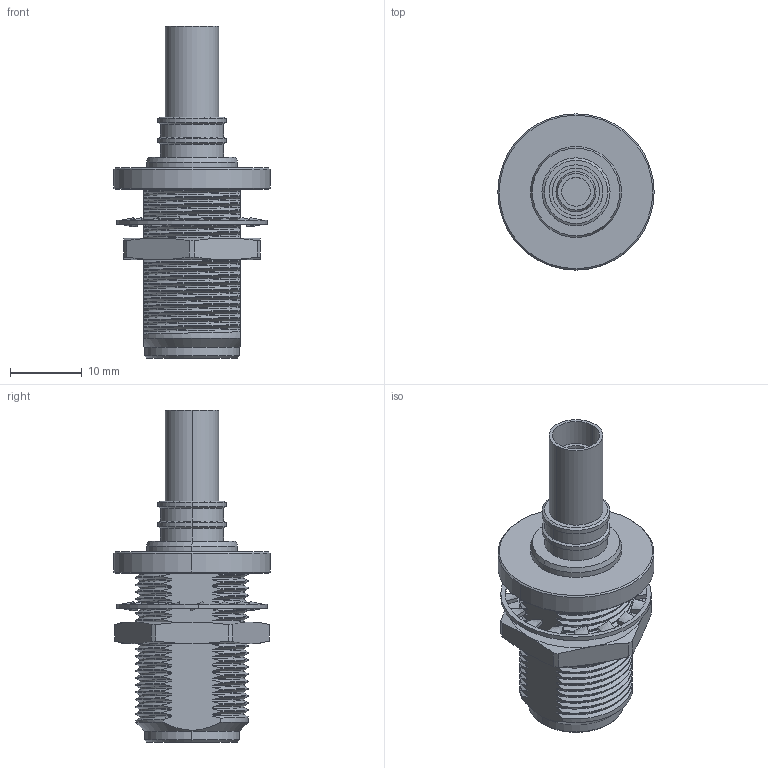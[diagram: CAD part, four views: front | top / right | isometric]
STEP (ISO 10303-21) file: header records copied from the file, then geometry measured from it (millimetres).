
FILE_DESCRIPTION (( 'STEP AP203' ), '1' );
FILE_NAME ('3190-6545(TC-240-NF-BH-X).STEP', '2020-01-15T07:03:30', ( '' ), ( '' ), 'SwSTEP 2.0', 'SolidWorks 2017', '' );
FILE_SCHEMA (( 'CONFIG_CONTROL_DESIGN' ));
Products named in the file (1): 3190-6545(TC-240-NF-BH-X)
Bounding box: 21.8 x 21.8 x 46.3 mm (x, y, z)
Volume: 5496.6 mm3; surface area: 5045.1 mm2
Topology: 3 solids, 3 shells, 397 faces, 1092 edges, 713 vertices
Faces by surface type: bspline 159, cylinder 120, plane 78, cone 36, torus 4
Entity records: 95392 total; most frequent: CARTESIAN_POINT 86949, ORIENTED_EDGE 2180, DIRECTION 1229, EDGE_CURVE 1090, VERTEX_POINT 713, AXIS2_PLACEMENT_3D 421, EDGE_LOOP 415, ADVANCED_FACE 397
